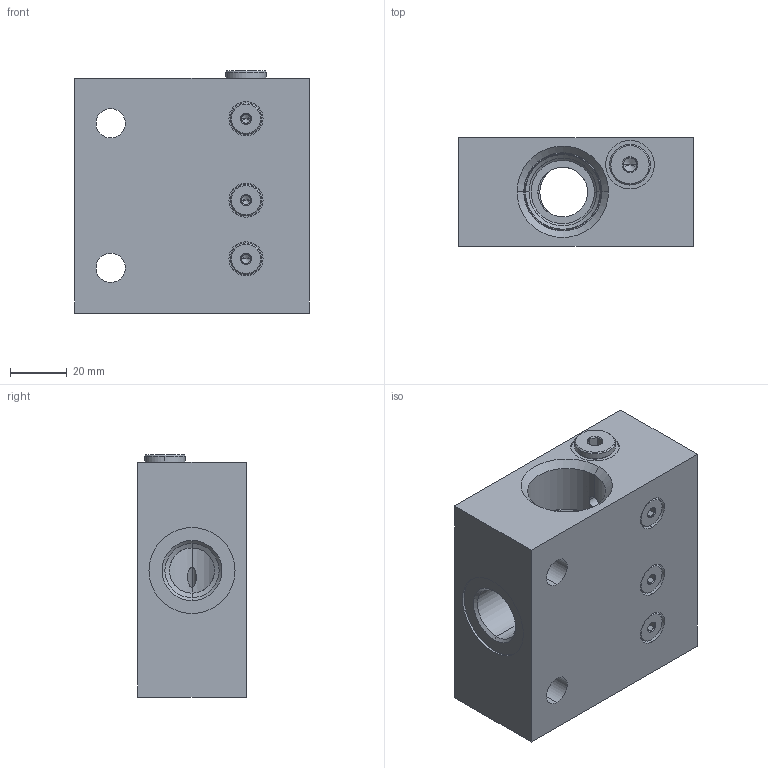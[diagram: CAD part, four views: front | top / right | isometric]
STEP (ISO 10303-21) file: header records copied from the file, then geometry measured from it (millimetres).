
FILE_DESCRIPTION((''),'2;1');
FILE_NAME('BGV_ASM','2020-01-30T',('ProEService'),(''),'PRO/ENGINEER BY PARAMETRIC TECHNOLOGY CORPORATION, 2014200','PRO/ENGINEER BY PARAMETRIC TECHNOLOGY CORPORATION, 2014200','');
FILE_SCHEMA(('CONFIG_CONTROL_DESIGN'));
Length unit declared in the file: inch
Products named in the file (5): 150-252-010; CSZNXXN; A330-006-004; A330-006-002; BGV_ASM
Assembly tree (6 placements, depth 2):
  BGV_ASM
    150-252-010
    CSZNXXN
    A330-006-004
    A330-006-002  x3
Bounding box: 82.55 x 38.1 x 85.06 mm (x, y, z)
Volume: 203020.4 mm3; surface area: 43192.8 mm2
Topology: 10 solids, 10 shells, 446 faces, 1219 edges, 907 vertices
Faces by surface type: cylinder 152, cone 125, plane 99, torus 58, revolution 8, sphere 4
Entity records: 13679 total; most frequent: CARTESIAN_POINT 4151, DIRECTION 2111, ORIENTED_EDGE 1618, EDGE_CURVE 809, AXIS2_PLACEMENT_3D 792, VECTOR 519, LINE 519, VERTEX_POINT 469
